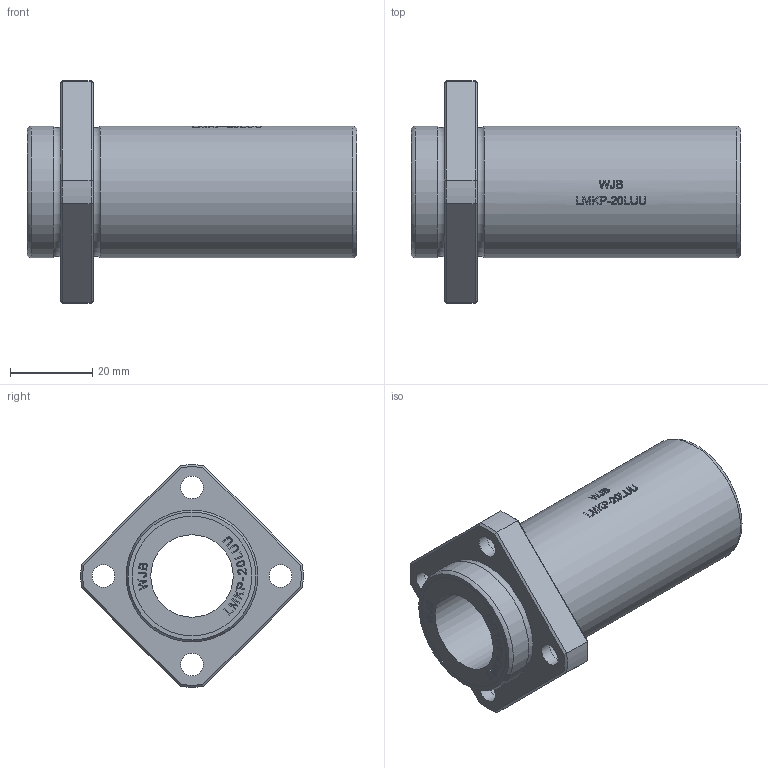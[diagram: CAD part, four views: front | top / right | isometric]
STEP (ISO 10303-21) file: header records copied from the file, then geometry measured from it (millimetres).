
FILE_DESCRIPTION(/* description */ (''),/* implementation_level */ '2;1');
FILE_NAME(/* name */ 'WJB-LMKP-20LUU.stp',/* time_stamp */ '2019-01-27T12:31:33+08:00',/* author */ (''),/* organization */ (''),/* preprocessor_version */ 'ST-DEVELOPER v11',/* originating_system */ 'SIEMENS UGS NX 6.0',/* authorisation */ '');
FILE_SCHEMA (('AUTOMOTIVE_DESIGN { 1 0 10303 214 1 1 1 1 }'));
Length unit declared in the file: millimetre
Products named in the file (1): ROCKE321z199
Bounding box: 80 x 53.97 x 53.97 mm (x, y, z)
Volume: 44774.7 mm3; surface area: 16905.4 mm2
Topology: 1 solids, 1 shells, 399 faces, 994 edges, 656 vertices
Faces by surface type: plane 254, extrusion 99, cylinder 34, cone 8, torus 4
Full cylindrical faces by diameter (mm): 5.5 x4, 9 x4, 20 x1, 29 x2, 32 x2
Entity records: 14991 total; most frequent: CARTESIAN_POINT 6093, ORIENTED_EDGE 1954, DIRECTION 1428, EDGE_CURVE 977, VERTEX_POINT 656, VECTOR 594, LINE 495, EDGE_LOOP 485
